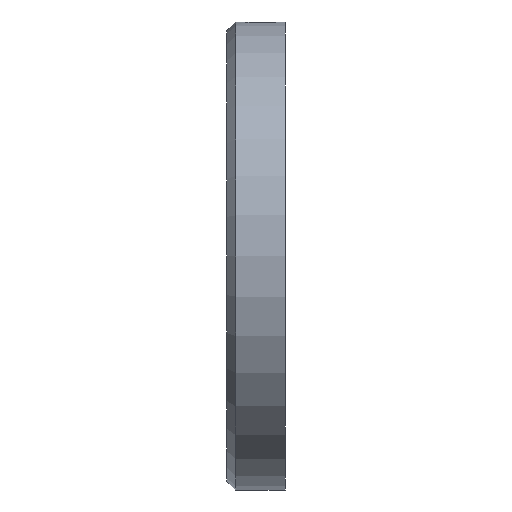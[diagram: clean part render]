
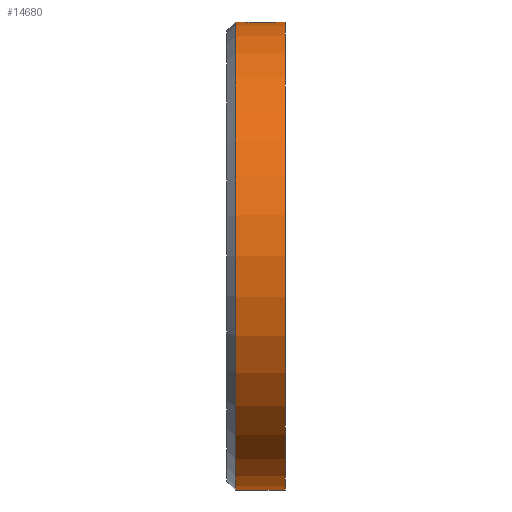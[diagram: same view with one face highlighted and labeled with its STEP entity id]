
A CAD part, left-side view. The second image highlights one B-rep face of the part: STEP entity #14680.
In plain terms, the highlighted cylindrical face has radius 20 mm (diameter 40 mm), a partial arc.
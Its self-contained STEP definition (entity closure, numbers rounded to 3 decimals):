
#77 = VERTEX_POINT ( 'NONE', #14593 ) ;
#292 = DIRECTION ( 'NONE',  ( 0., 0., 1. ) ) ;
#757 = VERTEX_POINT ( 'NONE', #3005 ) ;
#904 = VECTOR ( 'NONE', #11929, 1000. ) ;
#916 = DIRECTION ( 'NONE',  ( 0., -1., 0. ) ) ;
#931 = CARTESIAN_POINT ( 'NONE',  ( 0., 3.775, 20. ) ) ;
#934 = CARTESIAN_POINT ( 'NONE',  ( 0., 4.25, 0. ) ) ;
#988 = CARTESIAN_POINT ( 'NONE',  ( -1.607, 2.558, 19.936 ) ) ;
#1050 = CARTESIAN_POINT ( 'NONE',  ( -1.65, 2.125, 19.932 ) ) ;
#1100 = CARTESIAN_POINT ( 'NONE',  ( -1.566, 1.594, 19.939 ) ) ;
#1152 = CARTESIAN_POINT ( 'NONE',  ( -1.431, 1.297, 19.949 ) ) ;
#1171 = VERTEX_POINT ( 'NONE', #9005 ) ;
#1378 = CARTESIAN_POINT ( 'NONE',  ( 0., 5., 20. ) ) ;
#1577 = LINE ( 'NONE', #1755, #11312 ) ;
#1755 = CARTESIAN_POINT ( 'NONE',  ( 0., 5., -20. ) ) ;
#2065 = EDGE_LOOP ( 'NONE', ( #8530, #5167, #9359, #2543, #13803, #3900, #3228 ) ) ;
#2190 = DIRECTION ( 'NONE',  ( 0., 0., -1. ) ) ;
#2235 = CARTESIAN_POINT ( 'NONE',  ( -0.827, 3.557, 19.983 ) ) ;
#2296 = CARTESIAN_POINT ( 'NONE',  ( -0.217, 0.486, 19.999 ) ) ;
#2543 = ORIENTED_EDGE ( 'NONE', *, *, #4864, .T. ) ;
#2581 = CARTESIAN_POINT ( 'NONE',  ( 0., 0.475, 20. ) ) ;
#2763 = EDGE_CURVE ( 'NONE', #757, #8456, #14986, .T. ) ;
#3005 = CARTESIAN_POINT ( 'NONE',  ( 0., 4.25, 20. ) ) ;
#3155 = EDGE_CURVE ( 'NONE', #7839, #12697, #8036, .T. ) ;
#3228 = ORIENTED_EDGE ( 'NONE', *, *, #7648, .T. ) ;
#3233 = CARTESIAN_POINT ( 'NONE',  ( -0.427, 3.722, 19.996 ) ) ;
#3508 = CARTESIAN_POINT ( 'NONE',  ( -0.531, 0.559, 19.993 ) ) ;
#3538 = EDGE_CURVE ( 'NONE', #757, #10286, #8466, .T. ) ;
#3744 = DIRECTION ( 'NONE',  ( 0., 1., 0. ) ) ;
#3900 = ORIENTED_EDGE ( 'NONE', *, *, #3155, .T. ) ;
#4041 = DIRECTION ( 'NONE',  ( 0., -1., 0. ) ) ;
#4493 = CARTESIAN_POINT ( 'NONE',  ( -0.108, 0.475, 20. ) ) ;
#4509 = CARTESIAN_POINT ( 'NONE',  ( 0., 5., 20. ) ) ;
#4520 = CARTESIAN_POINT ( 'NONE',  ( -1.65, 2.125, 19.932 ) ) ;
#4584 = CARTESIAN_POINT ( 'NONE',  ( -0.216, 3.764, 19.999 ) ) ;
#4864 = EDGE_CURVE ( 'NONE', #1171, #77, #6396, .T. ) ;
#5167 = ORIENTED_EDGE ( 'NONE', *, *, #3538, .T. ) ;
#5671 = DIRECTION ( 'NONE',  ( 0., -1., 0. ) ) ;
#5828 = CARTESIAN_POINT ( 'NONE',  ( -1.597, 1.696, 19.936 ) ) ;
#6396 = CIRCLE ( 'NONE', #14702, 20. ) ;
#6882 = CARTESIAN_POINT ( 'NONE',  ( -1.006, 0.813, 19.975 ) ) ;
#7497 = B_SPLINE_CURVE_WITH_KNOTS ( 'NONE', 3,
 ( #4520, #9207, #988, #12527, #14902, #7882, #12687, #2235, #9259, #12734, #3233, #4584, #13912, #931 ),
 .UNSPECIFIED., .F., .F.,
 ( 4, 2, 2, 2, 2, 2, 4 ),
 ( 0.005, 0.006, 0.006, 0.007, 0.007, 0.007, 0.008 ),
 .UNSPECIFIED. ) ;
#7648 = EDGE_CURVE ( 'NONE', #12697, #8456, #7497, .T. ) ;
#7778 = DIRECTION ( 'NONE',  ( 0., -1., 0. ) ) ;
#7839 = VERTEX_POINT ( 'NONE', #2581 ) ;
#7882 = CARTESIAN_POINT ( 'NONE',  ( -1.091, 3.367, 19.97 ) ) ;
#7989 = CYLINDRICAL_SURFACE ( 'NONE', #9419, 20. ) ;
#8005 = CARTESIAN_POINT ( 'NONE',  ( -1.639, 1.908, 19.933 ) ) ;
#8036 = B_SPLINE_CURVE_WITH_KNOTS ( 'NONE', 3,
 ( #10368, #4493, #2296, #10517, #3508, #9122, #13880, #6882, #11639, #15086, #11539, #1152, #8056, #1100, #5828, #8005, #9227, #1050 ),
 .UNSPECIFIED., .F., .F.,
 ( 4, 2, 2, 2, 2, 2, 2, 2, 4 ),
 ( 0.003, 0.003, 0.003, 0.004, 0.004, 0.004, 0.005, 0.005, 0.005 ),
 .UNSPECIFIED. ) ;
#8056 = CARTESIAN_POINT ( 'NONE',  ( -1.483, 1.394, 19.945 ) ) ;
#8456 = VERTEX_POINT ( 'NONE', #12139 ) ;
#8466 = CIRCLE ( 'NONE', #14994, 20. ) ;
#8530 = ORIENTED_EDGE ( 'NONE', *, *, #2763, .F. ) ;
#8845 = EDGE_CURVE ( 'NONE', #7839, #77, #13834, .T. ) ;
#9005 = CARTESIAN_POINT ( 'NONE',  ( 0., 0., -20. ) ) ;
#9047 = DIRECTION ( 'NONE',  ( 0., 0., 1. ) ) ;
#9122 = CARTESIAN_POINT ( 'NONE',  ( -0.731, 0.642, 19.987 ) ) ;
#9207 = CARTESIAN_POINT ( 'NONE',  ( -1.65, 2.34, 19.932 ) ) ;
#9227 = CARTESIAN_POINT ( 'NONE',  ( -1.65, 2.017, 19.932 ) ) ;
#9259 = CARTESIAN_POINT ( 'NONE',  ( -0.732, 3.608, 19.987 ) ) ;
#9359 = ORIENTED_EDGE ( 'NONE', *, *, #11499, .T. ) ;
#9419 = AXIS2_PLACEMENT_3D ( 'NONE', #11578, #5671, #2190 ) ;
#10286 = VERTEX_POINT ( 'NONE', #13780 ) ;
#10368 = CARTESIAN_POINT ( 'NONE',  ( 0., 0.475, 20. ) ) ;
#10517 = CARTESIAN_POINT ( 'NONE',  ( -0.429, 0.528, 19.996 ) ) ;
#11312 = VECTOR ( 'NONE', #4041, 1000. ) ;
#11499 = EDGE_CURVE ( 'NONE', #10286, #1171, #1577, .T. ) ;
#11539 = CARTESIAN_POINT ( 'NONE',  ( -1.312, 1.119, 19.957 ) ) ;
#11578 = CARTESIAN_POINT ( 'NONE',  ( 0., 5., 0. ) ) ;
#11639 = CARTESIAN_POINT ( 'NONE',  ( -1.09, 0.881, 19.97 ) ) ;
#11929 = DIRECTION ( 'NONE',  ( 0., -1., 0. ) ) ;
#12031 = FACE_OUTER_BOUND ( 'NONE', #2065, .T. ) ;
#12139 = CARTESIAN_POINT ( 'NONE',  ( 0., 3.775, 20. ) ) ;
#12527 = CARTESIAN_POINT ( 'NONE',  ( -1.442, 2.955, 19.948 ) ) ;
#12687 = CARTESIAN_POINT ( 'NONE',  ( -1.006, 3.437, 19.975 ) ) ;
#12697 = VERTEX_POINT ( 'NONE', #13612 ) ;
#12734 = CARTESIAN_POINT ( 'NONE',  ( -0.532, 3.691, 19.993 ) ) ;
#13137 = CARTESIAN_POINT ( 'NONE',  ( 0., 0., 0. ) ) ;
#13612 = CARTESIAN_POINT ( 'NONE',  ( -1.65, 2.125, 19.932 ) ) ;
#13780 = CARTESIAN_POINT ( 'NONE',  ( 0., 4.25, -20. ) ) ;
#13803 = ORIENTED_EDGE ( 'NONE', *, *, #8845, .F. ) ;
#13834 = LINE ( 'NONE', #1378, #904 ) ;
#13880 = CARTESIAN_POINT ( 'NONE',  ( -0.828, 0.694, 19.983 ) ) ;
#13912 = CARTESIAN_POINT ( 'NONE',  ( -0.109, 3.775, 20. ) ) ;
#14072 = VECTOR ( 'NONE', #916, 1000. ) ;
#14593 = CARTESIAN_POINT ( 'NONE',  ( 0., 0., 20. ) ) ;
#14680 = ADVANCED_FACE ( 'NONE', ( #12031 ), #7989, .T. ) ;
#14702 = AXIS2_PLACEMENT_3D ( 'NONE', #13137, #3744, #292 ) ;
#14902 = CARTESIAN_POINT ( 'NONE',  ( -1.319, 3.139, 19.957 ) ) ;
#14986 = LINE ( 'NONE', #4509, #14072 ) ;
#14994 = AXIS2_PLACEMENT_3D ( 'NONE', #934, #7778, #9047 ) ;
#15086 = CARTESIAN_POINT ( 'NONE',  ( -1.244, 1.035, 19.961 ) ) ;
